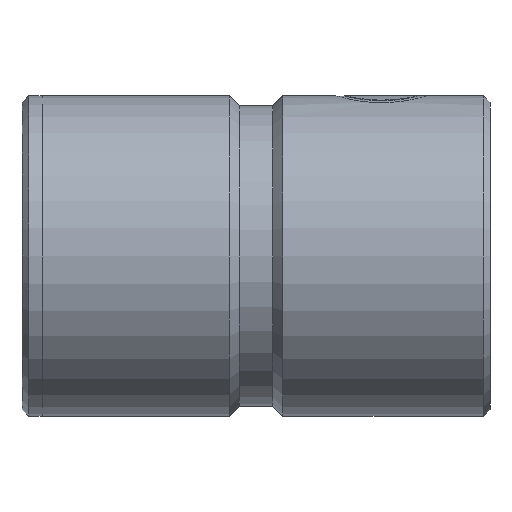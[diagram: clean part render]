
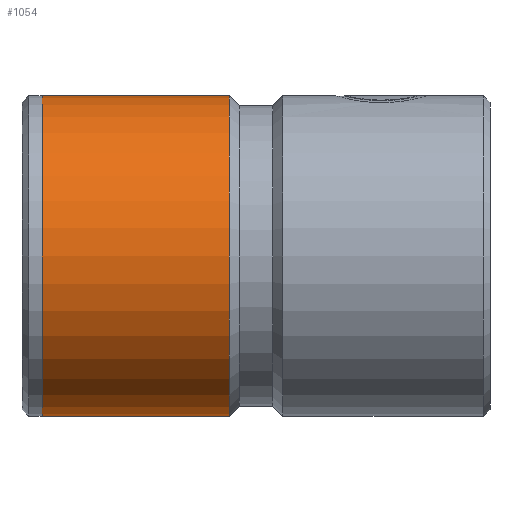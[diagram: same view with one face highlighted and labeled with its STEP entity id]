
A CAD part, left-side view. The second image highlights one B-rep face of the part: STEP entity #1054.
In plain terms, the highlighted cylindrical face has radius 24 mm (diameter 48 mm), a partial arc.
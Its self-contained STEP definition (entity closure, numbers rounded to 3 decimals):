
#56 = CARTESIAN_POINT ( 'NONE',  ( 0., 67., 0. ) ) ;
#149 = ORIENTED_EDGE ( 'NONE', *, *, #1076, .T. ) ;
#152 = CARTESIAN_POINT ( 'NONE',  ( 0., 0., 24. ) ) ;
#187 = DIRECTION ( 'NONE',  ( 0., 0., -1. ) ) ;
#218 = CARTESIAN_POINT ( 'NONE',  ( 0., 67., -24. ) ) ;
#234 = CARTESIAN_POINT ( 'NONE',  ( 0., 0., 0. ) ) ;
#265 = CIRCLE ( 'NONE', #1439, 24. ) ;
#279 = CARTESIAN_POINT ( 'NONE',  ( 0., 0., -24. ) ) ;
#297 = DIRECTION ( 'NONE',  ( 0., -1., 0. ) ) ;
#330 = AXIS2_PLACEMENT_3D ( 'NONE', #234, #609, #1013 ) ;
#340 = ORIENTED_EDGE ( 'NONE', *, *, #867, .F. ) ;
#350 = VERTEX_POINT ( 'NONE', #218 ) ;
#398 = VERTEX_POINT ( 'NONE', #1296 ) ;
#480 = EDGE_LOOP ( 'NONE', ( #564, #1303, #149, #340 ) ) ;
#481 = LINE ( 'NONE', #152, #1131 ) ;
#564 = ORIENTED_EDGE ( 'NONE', *, *, #642, .F. ) ;
#601 = VERTEX_POINT ( 'NONE', #798 ) ;
#609 = DIRECTION ( 'NONE',  ( 0., -1., 0. ) ) ;
#630 = LINE ( 'NONE', #279, #1040 ) ;
#642 = EDGE_CURVE ( 'NONE', #398, #601, #481, .T. ) ;
#653 = CYLINDRICAL_SURFACE ( 'NONE', #330, 24. ) ;
#681 = CARTESIAN_POINT ( 'NONE',  ( 0., 39., -24. ) ) ;
#798 = CARTESIAN_POINT ( 'NONE',  ( 0., 39., 24. ) ) ;
#867 = EDGE_CURVE ( 'NONE', #601, #1336, #1207, .T. ) ;
#965 = DIRECTION ( 'NONE',  ( 0., -1., 0. ) ) ;
#974 = AXIS2_PLACEMENT_3D ( 'NONE', #1078, #297, #1206 ) ;
#1013 = DIRECTION ( 'NONE',  ( 0., 0., -1. ) ) ;
#1016 = FACE_OUTER_BOUND ( 'NONE', #480, .T. ) ;
#1040 = VECTOR ( 'NONE', #1447, 1000. ) ;
#1054 = ADVANCED_FACE ( 'NONE', ( #1016 ), #653, .T. ) ;
#1076 = EDGE_CURVE ( 'NONE', #350, #1336, #630, .T. ) ;
#1078 = CARTESIAN_POINT ( 'NONE',  ( 0., 39., 0. ) ) ;
#1131 = VECTOR ( 'NONE', #1432, 1000. ) ;
#1206 = DIRECTION ( 'NONE',  ( 0., 0., -1. ) ) ;
#1207 = CIRCLE ( 'NONE', #974, 24. ) ;
#1296 = CARTESIAN_POINT ( 'NONE',  ( 0., 67., 24. ) ) ;
#1303 = ORIENTED_EDGE ( 'NONE', *, *, #1669, .T. ) ;
#1336 = VERTEX_POINT ( 'NONE', #681 ) ;
#1432 = DIRECTION ( 'NONE',  ( 0., -1., 0. ) ) ;
#1439 = AXIS2_PLACEMENT_3D ( 'NONE', #56, #965, #187 ) ;
#1447 = DIRECTION ( 'NONE',  ( 0., -1., 0. ) ) ;
#1669 = EDGE_CURVE ( 'NONE', #398, #350, #265, .T. ) ;
